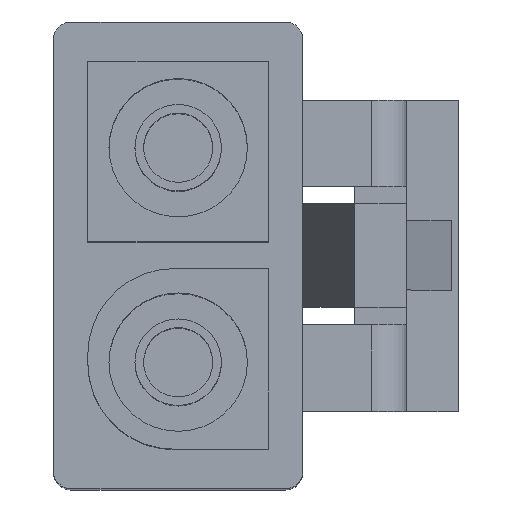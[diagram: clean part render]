
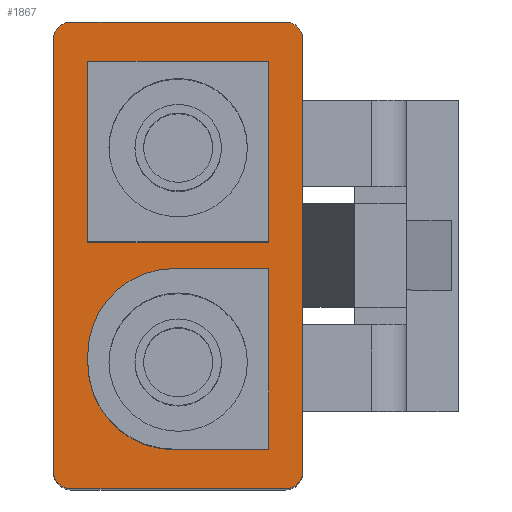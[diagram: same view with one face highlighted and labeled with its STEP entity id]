
A CAD part, top view. The second image highlights one B-rep face of the part: STEP entity #1867.
In plain terms, the highlighted planar face has unit normal (0, 0, 1).
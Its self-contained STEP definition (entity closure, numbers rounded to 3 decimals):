
#70=LINE('',#2603,#188);
#71=LINE('',#2607,#189);
#72=LINE('',#2609,#190);
#73=LINE('',#2611,#191);
#74=LINE('',#2612,#192);
#75=LINE('',#2617,#193);
#76=LINE('',#2621,#194);
#77=LINE('',#2625,#195);
#78=LINE('',#2628,#196);
#79=LINE('',#2631,#197);
#80=LINE('',#2633,#198);
#81=LINE('',#2635,#199);
#188=VECTOR('',#2188,1000.);
#189=VECTOR('',#2191,1000.);
#190=VECTOR('',#2192,1000.);
#191=VECTOR('',#2193,1000.);
#192=VECTOR('',#2194,1000.);
#193=VECTOR('',#2197,1000.);
#194=VECTOR('',#2200,1000.);
#195=VECTOR('',#2203,1000.);
#196=VECTOR('',#2206,1000.);
#197=VECTOR('',#2207,1000.);
#198=VECTOR('',#2208,1000.);
#199=VECTOR('',#2209,1000.);
#266=PLANE('',#1969);
#324=CIRCLE('',#1970,2.5);
#325=CIRCLE('',#1971,2.5);
#326=CIRCLE('',#1972,0.5);
#327=CIRCLE('',#1973,0.5);
#328=CIRCLE('',#1974,0.5);
#329=CIRCLE('',#1975,0.5);
#436=ORIENTED_EDGE('',*,*,#766,.F.);
#437=ORIENTED_EDGE('',*,*,#767,.F.);
#438=ORIENTED_EDGE('',*,*,#768,.F.);
#439=ORIENTED_EDGE('',*,*,#769,.F.);
#440=ORIENTED_EDGE('',*,*,#770,.F.);
#441=ORIENTED_EDGE('',*,*,#771,.F.);
#442=ORIENTED_EDGE('',*,*,#772,.T.);
#443=ORIENTED_EDGE('',*,*,#773,.T.);
#444=ORIENTED_EDGE('',*,*,#774,.T.);
#445=ORIENTED_EDGE('',*,*,#775,.T.);
#446=ORIENTED_EDGE('',*,*,#776,.T.);
#447=ORIENTED_EDGE('',*,*,#777,.T.);
#448=ORIENTED_EDGE('',*,*,#778,.T.);
#449=ORIENTED_EDGE('',*,*,#779,.T.);
#450=ORIENTED_EDGE('',*,*,#780,.F.);
#451=ORIENTED_EDGE('',*,*,#781,.F.);
#452=ORIENTED_EDGE('',*,*,#782,.F.);
#453=ORIENTED_EDGE('',*,*,#783,.F.);
#766=EDGE_CURVE('',#926,#927,#324,.T.);
#767=EDGE_CURVE('',#928,#926,#70,.T.);
#768=EDGE_CURVE('',#929,#928,#325,.T.);
#769=EDGE_CURVE('',#930,#929,#71,.T.);
#770=EDGE_CURVE('',#931,#930,#72,.T.);
#771=EDGE_CURVE('',#927,#931,#73,.T.);
#772=EDGE_CURVE('',#932,#933,#74,.T.);
#773=EDGE_CURVE('',#933,#934,#326,.T.);
#774=EDGE_CURVE('',#934,#935,#75,.T.);
#775=EDGE_CURVE('',#935,#936,#327,.T.);
#776=EDGE_CURVE('',#936,#937,#76,.T.);
#777=EDGE_CURVE('',#937,#938,#328,.T.);
#778=EDGE_CURVE('',#938,#939,#77,.T.);
#779=EDGE_CURVE('',#939,#932,#329,.T.);
#780=EDGE_CURVE('',#940,#941,#78,.T.);
#781=EDGE_CURVE('',#942,#940,#79,.T.);
#782=EDGE_CURVE('',#943,#942,#80,.T.);
#783=EDGE_CURVE('',#941,#943,#81,.T.);
#926=VERTEX_POINT('',#2601);
#927=VERTEX_POINT('',#2602);
#928=VERTEX_POINT('',#2604);
#929=VERTEX_POINT('',#2606);
#930=VERTEX_POINT('',#2608);
#931=VERTEX_POINT('',#2610);
#932=VERTEX_POINT('',#2613);
#933=VERTEX_POINT('',#2614);
#934=VERTEX_POINT('',#2616);
#935=VERTEX_POINT('',#2618);
#936=VERTEX_POINT('',#2620);
#937=VERTEX_POINT('',#2622);
#938=VERTEX_POINT('',#2624);
#939=VERTEX_POINT('',#2626);
#940=VERTEX_POINT('',#2629);
#941=VERTEX_POINT('',#2630);
#942=VERTEX_POINT('',#2632);
#943=VERTEX_POINT('',#2634);
#1018=EDGE_LOOP('',(#436,#437,#438,#439,#440,#441));
#1019=EDGE_LOOP('',(#442,#443,#444,#445,#446,#447,#448,#449));
#1020=EDGE_LOOP('',(#450,#451,#452,#453));
#1140=FACE_BOUND('',#1018,.T.);
#1141=FACE_BOUND('',#1019,.T.);
#1142=FACE_BOUND('',#1020,.T.);
#1867=ADVANCED_FACE('',(#1140,#1141,#1142),#266,.T.);
#1969=AXIS2_PLACEMENT_3D('',#2599,#2184,#2185);
#1970=AXIS2_PLACEMENT_3D('',#2600,#2186,#2187);
#1971=AXIS2_PLACEMENT_3D('',#2605,#2189,#2190);
#1972=AXIS2_PLACEMENT_3D('',#2615,#2195,#2196);
#1973=AXIS2_PLACEMENT_3D('',#2619,#2198,#2199);
#1974=AXIS2_PLACEMENT_3D('',#2623,#2201,#2202);
#1975=AXIS2_PLACEMENT_3D('',#2627,#2204,#2205);
#2184=DIRECTION('',(0.,0.,1.));
#2185=DIRECTION('',(1.,0.,0.));
#2186=DIRECTION('',(0.,0.,1.));
#2187=DIRECTION('',(1.,0.,0.));
#2188=DIRECTION('',(0.,-1.,0.));
#2189=DIRECTION('',(0.,0.,1.));
#2190=DIRECTION('',(1.,0.,0.));
#2191=DIRECTION('',(-1.,0.,0.));
#2192=DIRECTION('',(0.,1.,0.));
#2193=DIRECTION('',(1.,0.,0.));
#2194=DIRECTION('',(0.,-1.,0.));
#2195=DIRECTION('',(0.,0.,1.));
#2196=DIRECTION('',(1.,0.,0.));
#2197=DIRECTION('',(1.,0.,0.));
#2198=DIRECTION('',(0.,0.,1.));
#2199=DIRECTION('',(1.,0.,0.));
#2200=DIRECTION('',(0.,1.,0.));
#2201=DIRECTION('',(0.,0.,1.));
#2202=DIRECTION('',(1.,0.,0.));
#2203=DIRECTION('',(-1.,0.,0.));
#2204=DIRECTION('',(0.,0.,1.));
#2205=DIRECTION('',(1.,0.,0.));
#2206=DIRECTION('',(1.,0.,0.));
#2207=DIRECTION('',(0.,-1.,0.));
#2208=DIRECTION('',(-1.,0.,0.));
#2209=DIRECTION('',(0.,1.,0.));
#2599=CARTESIAN_POINT('',(-3.1,0.5,16.8));
#2600=CARTESIAN_POINT('',(-0.113,3.632,16.8));
#2601=CARTESIAN_POINT('',(-2.613,3.632,16.8));
#2602=CARTESIAN_POINT('',(-0.113,1.132,16.8));
#2603=CARTESIAN_POINT('',(-2.613,3.857,16.8));
#2604=CARTESIAN_POINT('',(-2.613,3.857,16.8));
#2605=CARTESIAN_POINT('',(-0.112,3.857,16.8));
#2606=CARTESIAN_POINT('',(-0.113,6.357,16.8));
#2607=CARTESIAN_POINT('',(2.613,6.357,16.8));
#2608=CARTESIAN_POINT('',(2.613,6.357,16.8));
#2609=CARTESIAN_POINT('',(2.613,1.132,16.8));
#2610=CARTESIAN_POINT('',(2.613,1.132,16.8));
#2611=CARTESIAN_POINT('',(-0.113,1.132,16.8));
#2612=CARTESIAN_POINT('',(-3.6,13.,16.8));
#2613=CARTESIAN_POINT('',(-3.6,13.,16.8));
#2614=CARTESIAN_POINT('',(-3.6,0.5,16.8));
#2615=CARTESIAN_POINT('',(-3.1,0.5,16.8));
#2616=CARTESIAN_POINT('',(-3.1,0.,16.8));
#2617=CARTESIAN_POINT('',(-3.1,0.,16.8));
#2618=CARTESIAN_POINT('',(3.1,0.,16.8));
#2619=CARTESIAN_POINT('',(3.1,0.5,16.8));
#2620=CARTESIAN_POINT('',(3.6,0.5,16.8));
#2621=CARTESIAN_POINT('',(3.6,0.5,16.8));
#2622=CARTESIAN_POINT('',(3.6,13.,16.8));
#2623=CARTESIAN_POINT('',(3.1,13.,16.8));
#2624=CARTESIAN_POINT('',(3.1,13.5,16.8));
#2625=CARTESIAN_POINT('',(3.1,13.5,16.8));
#2626=CARTESIAN_POINT('',(-3.1,13.5,16.8));
#2627=CARTESIAN_POINT('',(-3.1,13.,16.8));
#2628=CARTESIAN_POINT('',(-2.613,7.125,16.8));
#2629=CARTESIAN_POINT('',(-2.613,7.125,16.8));
#2630=CARTESIAN_POINT('',(2.613,7.125,16.8));
#2631=CARTESIAN_POINT('',(-2.613,12.35,16.8));
#2632=CARTESIAN_POINT('',(-2.613,12.35,16.8));
#2633=CARTESIAN_POINT('',(2.613,12.35,16.8));
#2634=CARTESIAN_POINT('',(2.613,12.35,16.8));
#2635=CARTESIAN_POINT('',(2.613,7.125,16.8));
